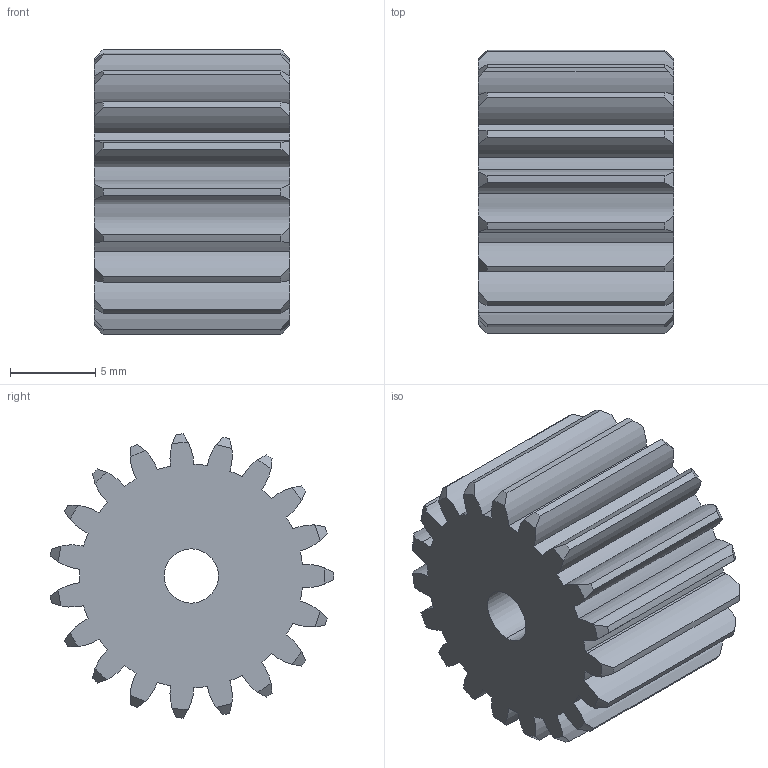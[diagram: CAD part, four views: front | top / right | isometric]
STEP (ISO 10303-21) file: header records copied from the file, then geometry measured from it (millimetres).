
FILE_DESCRIPTION (( 'STEP AP214' ), '1' );
FILE_NAME ('am-0604 19 Tooth, 0.125 Bore Gear.STEP', '2014-08-20T21:11:13', ( '' ), ( '' ), 'SwSTEP 2.0', 'SolidWorks 2014', '' );
FILE_SCHEMA (( 'AUTOMOTIVE_DESIGN' ));
Length unit declared in the file: inch
Products named in the file (1): am-0604 19 Tooth, 0.125 Bore Gear
Bounding box: 11.43 x 16.59 x 16.64 mm (x, y, z)
Volume: 1870.2 mm3; surface area: 1525 mm2
Topology: 1 solids, 1 shells, 122 faces, 360 edges, 240 vertices
Faces by surface type: cylinder 82, cone 38, plane 2
Entity records: 4800 total; most frequent: CARTESIAN_POINT 957, DIRECTION 728, ORIENTED_EDGE 720, EDGE_CURVE 360, AXIS2_PLACEMENT_3D 323, VERTEX_POINT 240, CIRCLE 200, EDGE_LOOP 124
